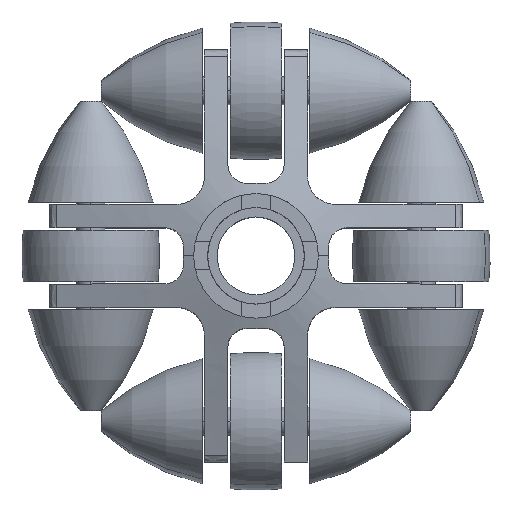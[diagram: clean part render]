
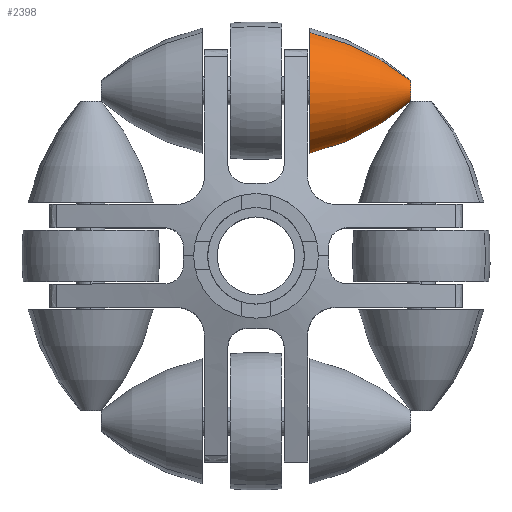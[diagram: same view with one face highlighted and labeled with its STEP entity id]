
A CAD part, top view. The second image highlights one B-rep face of the part: STEP entity #2398.
In plain terms, the highlighted toroidal (fillet/blend) face has major radius 17.65 mm and minor radius 25 mm.
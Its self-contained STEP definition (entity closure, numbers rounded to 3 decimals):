
#194 = CARTESIAN_POINT ( 'NONE',  ( -1.132, 0., 16.5 ) ) ;
#365 = EDGE_CURVE ( 'NONE', #3608, #3189, #4914, .T. ) ;
#371 = DIRECTION ( 'NONE',  ( 1., 0., 0. ) ) ;
#442 = DIRECTION ( 'NONE',  ( 0., 0., 1. ) ) ;
#461 = AXIS2_PLACEMENT_3D ( 'NONE', #1249, #442, #3897 ) ;
#1249 = CARTESIAN_POINT ( 'NONE',  ( 0., 0., 5.75 ) ) ;
#1289 = VERTEX_POINT ( 'NONE', #2797 ) ;
#1417 = DIRECTION ( 'NONE',  ( -1., 0., 0. ) ) ;
#1520 = DIRECTION ( 'NONE',  ( 1., 0., 0. ) ) ;
#1621 = VERTEX_POINT ( 'NONE', #3482 ) ;
#1711 = DIRECTION ( 'NONE',  ( 0., 0., 1. ) ) ;
#1751 = FACE_OUTER_BOUND ( 'NONE', #2593, .T. ) ;
#1811 = CIRCLE ( 'NONE', #5505, 25. ) ;
#2142 = CARTESIAN_POINT ( 'NONE',  ( 1.132, 0., 16.5 ) ) ;
#2271 = ORIENTED_EDGE ( 'NONE', *, *, #3688, .T. ) ;
#2398 = ADVANCED_FACE ( 'NONE', ( #1751 ), #4441, .T. ) ;
#2432 = CARTESIAN_POINT ( 'NONE',  ( -17.65, 0., 0. ) ) ;
#2593 = EDGE_LOOP ( 'NONE', ( #3665, #3477, #2271, #3514 ) ) ;
#2719 = CARTESIAN_POINT ( 'NONE',  ( 17.65, 0., 0. ) ) ;
#2797 = CARTESIAN_POINT ( 'NONE',  ( -6.68, 0., 5.75 ) ) ;
#3167 = CIRCLE ( 'NONE', #461, 6.68 ) ;
#3189 = VERTEX_POINT ( 'NONE', #2142 ) ;
#3210 = AXIS2_PLACEMENT_3D ( 'NONE', #4358, #1711, #3913 ) ;
#3226 = DIRECTION ( 'NONE',  ( 0., -1., 0. ) ) ;
#3477 = ORIENTED_EDGE ( 'NONE', *, *, #4141, .T. ) ;
#3482 = CARTESIAN_POINT ( 'NONE',  ( 6.68, 0., 5.75 ) ) ;
#3514 = ORIENTED_EDGE ( 'NONE', *, *, #365, .F. ) ;
#3608 = VERTEX_POINT ( 'NONE', #194 ) ;
#3665 = ORIENTED_EDGE ( 'NONE', *, *, #4327, .F. ) ;
#3688 = EDGE_CURVE ( 'NONE', #1621, #3189, #5346, .T. ) ;
#3897 = DIRECTION ( 'NONE',  ( 0., -1., 0. ) ) ;
#3913 = DIRECTION ( 'NONE',  ( 1., 0., 0. ) ) ;
#3942 = DIRECTION ( 'NONE',  ( 0., 1., 0. ) ) ;
#4141 = EDGE_CURVE ( 'NONE', #1289, #1621, #3167, .T. ) ;
#4275 = CARTESIAN_POINT ( 'NONE',  ( 0., 0., 16.5 ) ) ;
#4327 = EDGE_CURVE ( 'NONE', #1289, #3608, #1811, .T. ) ;
#4358 = CARTESIAN_POINT ( 'NONE',  ( 0., 0., 0. ) ) ;
#4441 = TOROIDAL_SURFACE ( 'NONE', #3210, -17.65, 25. ) ;
#4914 = CIRCLE ( 'NONE', #5457, 1.132 ) ;
#5132 = DIRECTION ( 'NONE',  ( 0., 0., 1. ) ) ;
#5346 = CIRCLE ( 'NONE', #5462, 25. ) ;
#5457 = AXIS2_PLACEMENT_3D ( 'NONE', #4275, #5132, #371 ) ;
#5462 = AXIS2_PLACEMENT_3D ( 'NONE', #2432, #3226, #1520 ) ;
#5505 = AXIS2_PLACEMENT_3D ( 'NONE', #2719, #3942, #1417 ) ;
